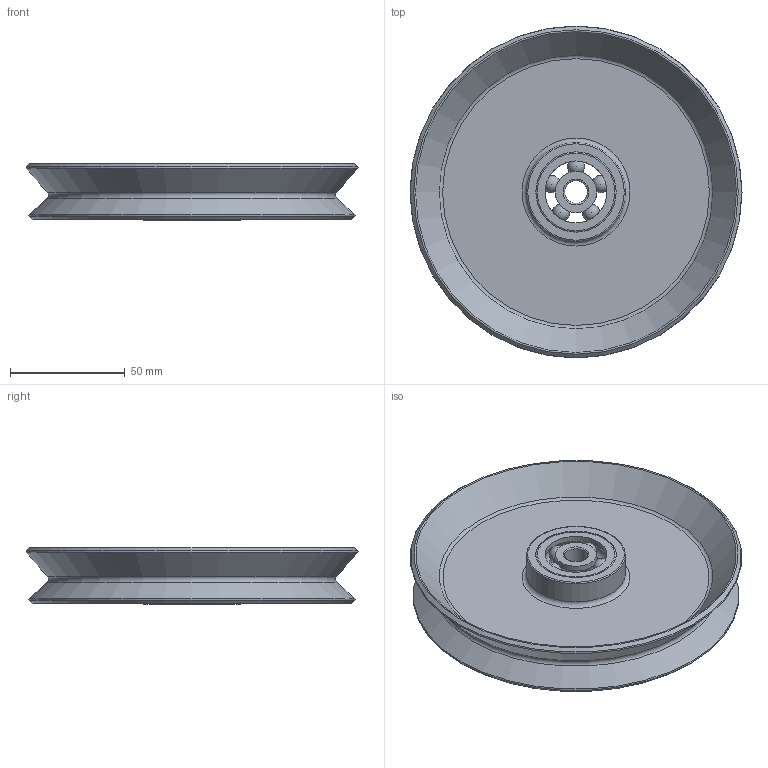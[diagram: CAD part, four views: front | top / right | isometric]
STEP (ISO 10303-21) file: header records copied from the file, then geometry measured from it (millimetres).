
FILE_DESCRIPTION(/* description */ (''),/* implementation_level */ '2;1');
FILE_NAME(/* name */ 'PNA125V090KS-K.stp',/* time_stamp */ '2024-04-17T11:39:02+02:00',/* author */ ('moritz.michaelis'),/* organization */ (''),/* preprocessor_version */ 'ST-DEVELOPER v20',/* originating_system */ 'Autodesk Inventor 2024',/* authorisation */ '');
FILE_SCHEMA (('CONFIG_CONTROL_DESIGN'));
Length unit declared in the file: millimetre
Products named in the file (3): Baugruppe1; NW125R; DIN 625 SKF - SKF 6300
Assembly tree (3 placements, depth 2):
  Baugruppe1
    NW125R
    DIN 625 SKF - SKF 6300  x2
Bounding box: 144.59 x 144.59 x 24.69 mm (x, y, z)
Volume: 92245.1 mm3; surface area: 62098.4 mm2
Topology: 3 solids, 3 shells, 82 faces, 254 edges, 164 vertices
Faces by surface type: torus 39, cylinder 15, plane 12, sphere 10, cone 6
Full cylindrical faces by diameter (mm): 10 x2, 18 x4, 27 x4, 35 x3, 43 x2
Entity records: 3021 total; most frequent: CARTESIAN_POINT 1552, DIRECTION 301, ORIENTED_EDGE 278, AXIS2_PLACEMENT_3D 143, EDGE_CURVE 139, VERTEX_POINT 94, CIRCLE 84, EDGE_LOOP 71
